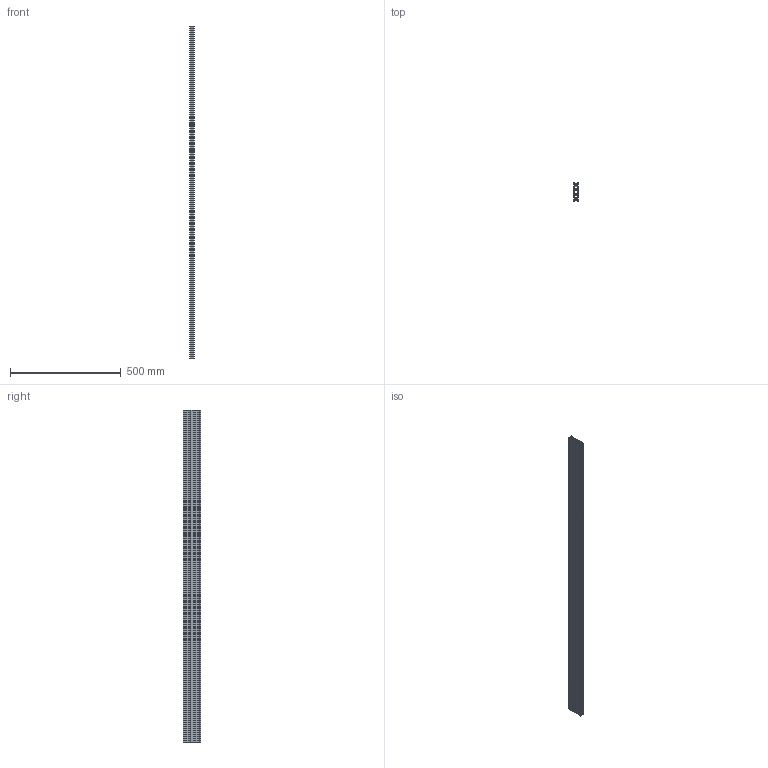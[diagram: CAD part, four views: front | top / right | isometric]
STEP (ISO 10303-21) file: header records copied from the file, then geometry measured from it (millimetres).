
FILE_DESCRIPTION(/* description */ (''),/* implementation_level */ '2;1');
FILE_NAME(/* name */ '20x80x1500mm.stp',/* time_stamp */ '2016-04-17T18:35:38-07:00',/* author */ ('Ben'),/* organization */ (''),/* preprocessor_version */ 'ST-DEVELOPER v15.2',/* originating_system */ 'Autodesk Inventor 2014',/* authorisation */ '');
FILE_SCHEMA (('AUTOMOTIVE_DESIGN { 1 0 10303 214 3 1 1 }'));
Length unit declared in the file: millimetre
Products named in the file (1): 20x80x1500mm
Bounding box: 20 x 80 x 1500 mm (x, y, z)
Volume: 823970.6 mm3; surface area: 869155.9 mm2
Topology: 1 solids, 1 shells, 146 faces, 432 edges, 288 vertices
Faces by surface type: plane 142, cylinder 4
Full cylindrical faces by diameter (mm): 4.2 x4
Entity records: 4966 total; most frequent: CARTESIAN_POINT 863, ORIENTED_EDGE 856, DIRECTION 730, EDGE_CURVE 428, LINE 420, VECTOR 420, VERTEX_POINT 288, EDGE_LOOP 164
